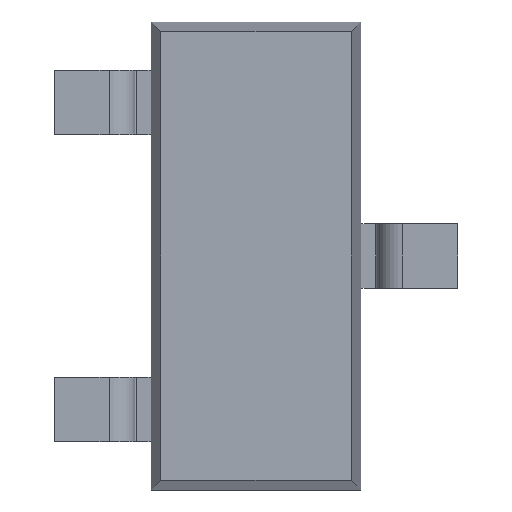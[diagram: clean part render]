
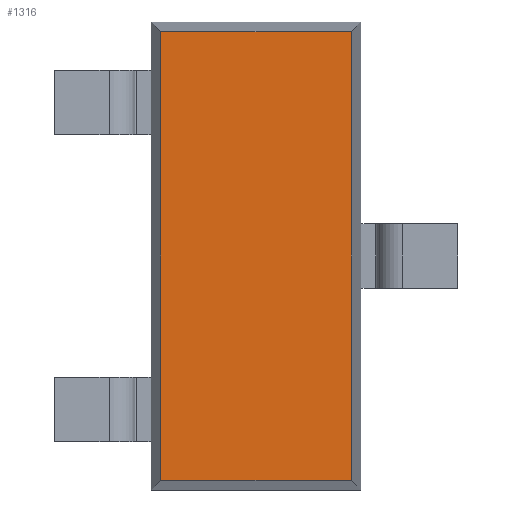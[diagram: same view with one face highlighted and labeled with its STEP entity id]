
A CAD part, front view. The second image highlights one B-rep face of the part: STEP entity #1316.
In plain terms, the highlighted planar face has unit normal (0, -1, 0).
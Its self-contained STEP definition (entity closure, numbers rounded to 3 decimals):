
#18 = DIRECTION ( 'NONE',  ( 1., 0., 0. ) ) ;
#180 = VERTEX_POINT ( 'NONE', #1467 ) ;
#266 = CARTESIAN_POINT ( 'NONE',  ( -0.59, 0.1, 1.39 ) ) ;
#269 = DIRECTION ( 'NONE',  ( 0., 0., -1. ) ) ;
#278 = LINE ( 'NONE', #620, #833 ) ;
#302 = LINE ( 'NONE', #1563, #1802 ) ;
#579 = VERTEX_POINT ( 'NONE', #266 ) ;
#599 = EDGE_CURVE ( 'NONE', #180, #579, #302, .T. ) ;
#609 = PLANE ( 'NONE',  #900 ) ;
#620 = CARTESIAN_POINT ( 'NONE',  ( -0.65, 0.1, -1.39 ) ) ;
#633 = LINE ( 'NONE', #1635, #1616 ) ;
#701 = VECTOR ( 'NONE', #269, 1000. ) ;
#825 = ORIENTED_EDGE ( 'NONE', *, *, #599, .T. ) ;
#833 = VECTOR ( 'NONE', #18, 1000. ) ;
#900 = AXIS2_PLACEMENT_3D ( 'NONE', #1342, #1777, #1042 ) ;
#932 = CARTESIAN_POINT ( 'NONE',  ( -0.59, 0.1, -1.39 ) ) ;
#1042 = DIRECTION ( 'NONE',  ( 0., 0., -1. ) ) ;
#1048 = ORIENTED_EDGE ( 'NONE', *, *, #1255, .T. ) ;
#1069 = FACE_OUTER_BOUND ( 'NONE', #1238, .T. ) ;
#1214 = ORIENTED_EDGE ( 'NONE', *, *, #1708, .T. ) ;
#1238 = EDGE_LOOP ( 'NONE', ( #1596, #1048, #825, #1214 ) ) ;
#1255 = EDGE_CURVE ( 'NONE', #1487, #180, #633, .T. ) ;
#1310 = EDGE_CURVE ( 'NONE', #1352, #1487, #278, .T. ) ;
#1316 = ADVANCED_FACE ( 'NONE', ( #1069 ), #609, .T. ) ;
#1342 = CARTESIAN_POINT ( 'NONE',  ( 0., 0.1, 0. ) ) ;
#1352 = VERTEX_POINT ( 'NONE', #932 ) ;
#1467 = CARTESIAN_POINT ( 'NONE',  ( 0.59, 0.1, 1.39 ) ) ;
#1487 = VERTEX_POINT ( 'NONE', #1793 ) ;
#1563 = CARTESIAN_POINT ( 'NONE',  ( 0.65, 0.1, 1.39 ) ) ;
#1596 = ORIENTED_EDGE ( 'NONE', *, *, #1310, .T. ) ;
#1616 = VECTOR ( 'NONE', #1619, 1000. ) ;
#1619 = DIRECTION ( 'NONE',  ( 0., 0., 1. ) ) ;
#1635 = CARTESIAN_POINT ( 'NONE',  ( 0.59, 0.1, -1.45 ) ) ;
#1708 = EDGE_CURVE ( 'NONE', #579, #1352, #1772, .T. ) ;
#1709 = DIRECTION ( 'NONE',  ( -1., 0., 0. ) ) ;
#1718 = CARTESIAN_POINT ( 'NONE',  ( -0.59, 0.1, 1.45 ) ) ;
#1772 = LINE ( 'NONE', #1718, #701 ) ;
#1777 = DIRECTION ( 'NONE',  ( 0., -1., 0. ) ) ;
#1793 = CARTESIAN_POINT ( 'NONE',  ( 0.59, 0.1, -1.39 ) ) ;
#1802 = VECTOR ( 'NONE', #1709, 1000. ) ;
